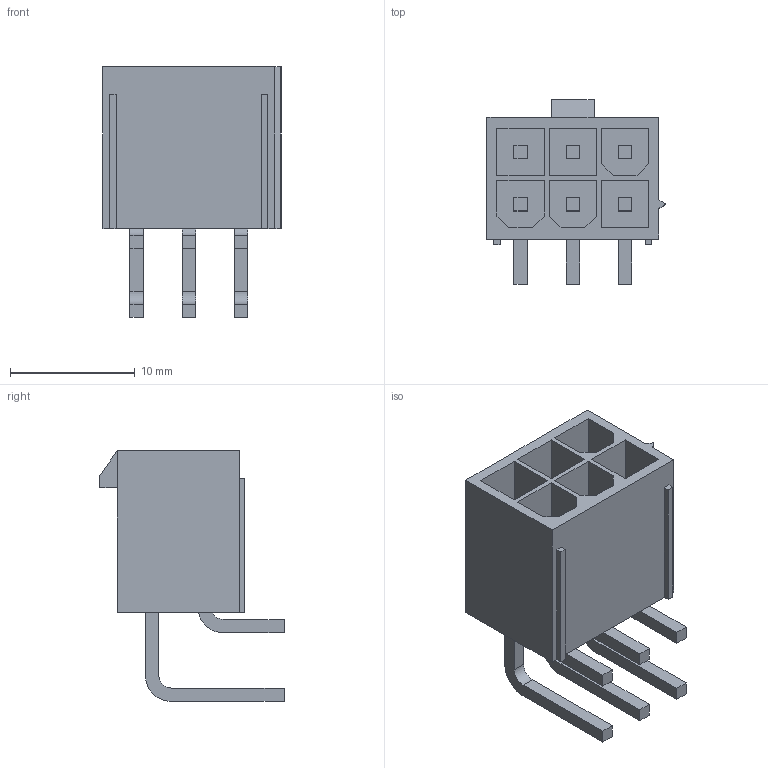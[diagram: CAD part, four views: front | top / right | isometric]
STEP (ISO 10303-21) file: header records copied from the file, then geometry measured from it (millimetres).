
FILE_DESCRIPTION(('STEP AP242'),'1');
FILE_NAME('1586041-6.stp','2022-07-25T17:03:23',('TraceParts'),('TraceParts S.A.'),'Spatial InterOp 3D',' ',' ');
FILE_SCHEMA(('AP242_MANAGED_MODEL_BASED_3D_ENGINEERING_MIM_LF {1 0 10303 442 1 1 4}'));
Length unit declared in the file: millimetre
Products named in the file (1): 1586041-6
Bounding box: 14.3 x 14.8 x 20.14 mm (x, y, z)
Volume: 1111.1 mm3; surface area: 2216.6 mm2
Topology: 1 solids, 1 shells, 138 faces, 352 edges, 234 vertices
Faces by surface type: plane 124, cylinder 14
Entity records: 4123 total; most frequent: CARTESIAN_POINT 725, ORIENTED_EDGE 704, DIRECTION 658, EDGE_CURVE 352, LINE 324, VECTOR 324, VERTEX_POINT 234, AXIS2_PLACEMENT_3D 167
